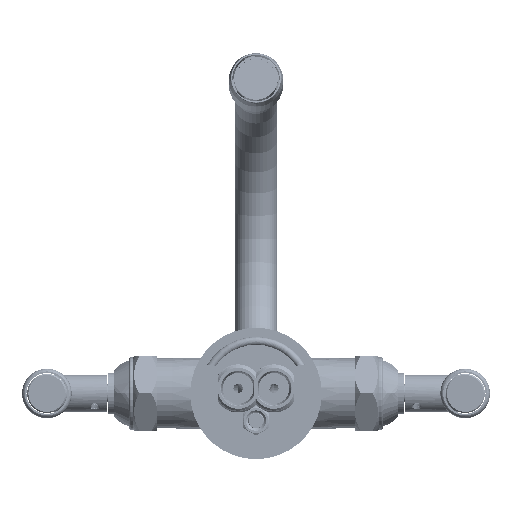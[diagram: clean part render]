
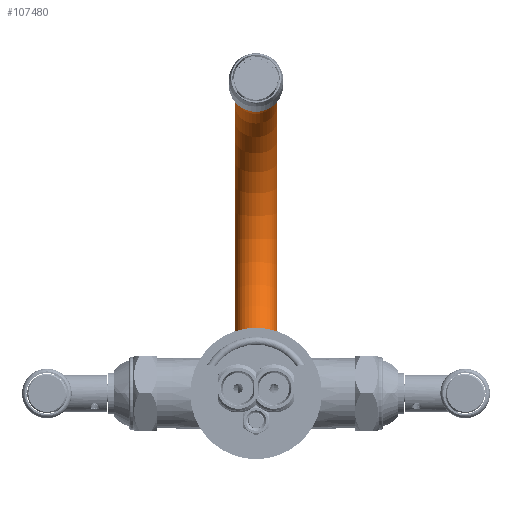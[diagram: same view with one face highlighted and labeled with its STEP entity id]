
A CAD part, front view. The second image highlights one B-rep face of the part: STEP entity #107480.
In plain terms, the highlighted toroidal (fillet/blend) face has major radius 65.608 mm and minor radius 8.966 mm.
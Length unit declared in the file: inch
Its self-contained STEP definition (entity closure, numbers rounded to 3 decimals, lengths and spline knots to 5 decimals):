
#105458=CARTESIAN_POINT('',(0.,7.51253,5.12676));
#105459=DIRECTION('',(0.,-0.985,0.174));
#105460=DIRECTION('',(-1.,0.,0.));
#105461=AXIS2_PLACEMENT_3D('',#105458,#105459,#105460);
#105487=CARTESIAN_POINT('',(0.353,7.064,2.583));
#105488=DIRECTION('',(1.,0.,0.));
#105489=DIRECTION('',(0.,0.,-1.));
#105490=AXIS2_PLACEMENT_3D('',#105487,#105488,#105489);
#105511=CARTESIAN_POINT('',(0.,7.064,0.));
#105512=DIRECTION('',(0.,1.,0.));
#105513=DIRECTION('',(-1.,0.,0.));
#105514=AXIS2_PLACEMENT_3D('',#105511,#105512,#105513);
#105516=CARTESIAN_POINT('',(-0.353,7.064,2.583));
#105517=DIRECTION('',(1.,0.,0.));
#105518=DIRECTION('',(0.,0.,-1.));
#105519=AXIS2_PLACEMENT_3D('',#105516,#105517,#105518);
#105536=CARTESIAN_POINT('',(-0.353,7.064,0.));
#105537=CARTESIAN_POINT('',(0.353,7.064,0.));
#105538=VERTEX_POINT('',#105536);
#105539=VERTEX_POINT('',#105537);
#105544=CARTESIAN_POINT('',(-0.353,7.51253,5.12676));
#105545=CARTESIAN_POINT('',(0.353,7.51253,5.12676));
#105546=VERTEX_POINT('',#105544);
#105547=VERTEX_POINT('',#105545);
#107469=CARTESIAN_POINT('',(0.,7.064,2.583));
#107470=DIRECTION('',(1.,0.,0.));
#107471=DIRECTION('',(0.,0.,1.));
#107472=AXIS2_PLACEMENT_3D('',#107469,#107470,#107471);
#107473=TOROIDAL_SURFACE('',#107472,2.583,0.353);
#107474=ORIENTED_EDGE('',*,*,#105719,.F.);
#107475=ORIENTED_EDGE('',*,*,#107438,.T.);
#107476=ORIENTED_EDGE('',*,*,#107409,.T.);
#107477=ORIENTED_EDGE('',*,*,#107435,.F.);
#107478=EDGE_LOOP('',(#107474,#107475,#107476,#107477));
#107479=FACE_OUTER_BOUND('',#107478,.F.);
#107480=ADVANCED_FACE('',(#107479),#107473,.T.);
#105462=CIRCLE('',#105461,0.353);
#105491=CIRCLE('',#105490,2.583);
#105515=CIRCLE('',#105514,0.353);
#105520=CIRCLE('',#105519,2.583);
#105719=EDGE_CURVE('',#105538,#105539,#105515,.T.);
#107409=EDGE_CURVE('',#105546,#105547,#105462,.T.);
#107435=EDGE_CURVE('',#105539,#105547,#105491,.T.);
#107438=EDGE_CURVE('',#105538,#105546,#105520,.T.);
